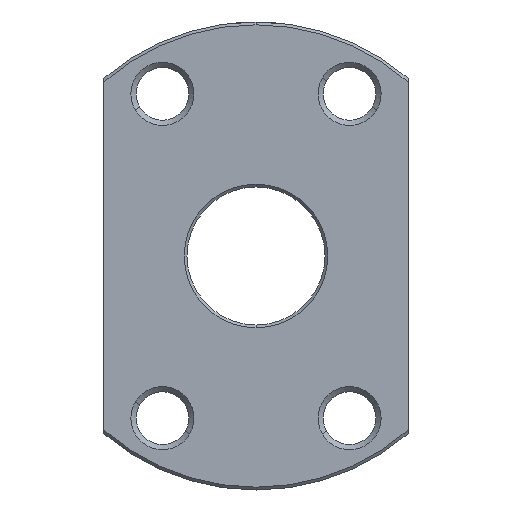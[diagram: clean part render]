
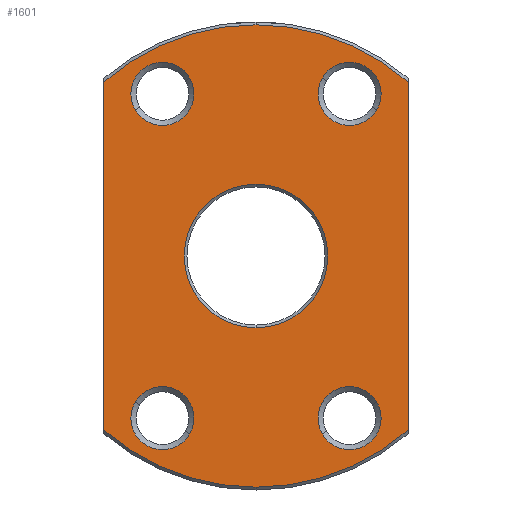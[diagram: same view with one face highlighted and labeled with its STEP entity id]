
A CAD part, left-side view. The second image highlights one B-rep face of the part: STEP entity #1601.
In plain terms, the highlighted planar face has unit normal (-1, 0, 0).
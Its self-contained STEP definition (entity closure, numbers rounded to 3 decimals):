
#250=CARTESIAN_POINT('',(728.5,-0.,-19.762));
#251=VERTEX_POINT('',#250);
#259=CARTESIAN_POINT('',(728.5,-13.,-14.884));
#260=VERTEX_POINT('',#259);
#267=CARTESIAN_POINT('',(728.5,0.,0.));
#268=DIRECTION('',(1.,0.,-0.));
#269=DIRECTION('',(0.,0.,1.));
#270=AXIS2_PLACEMENT_3D('',#267,#268,#269);
#271=CIRCLE('',#270,19.762);
#272=EDGE_CURVE('',#260,#251,#271,.T.);
#282=CARTESIAN_POINT('',(728.5,-5.662,15.206));
#283=VERTEX_POINT('',#282);
#292=CARTESIAN_POINT('',(728.5,-10.338,12.506));
#293=VERTEX_POINT('',#292);
#294=CARTESIAN_POINT('',(728.5,-8.,13.856));
#295=DIRECTION('',(1.,0.,-0.));
#296=DIRECTION('',(0.,0.866,0.5));
#297=AXIS2_PLACEMENT_3D('',#294,#295,#296);
#298=CIRCLE('',#297,2.7);
#299=EDGE_CURVE('',#293,#283,#298,.T.);
#388=CARTESIAN_POINT('',(728.5,10.338,12.506));
#389=VERTEX_POINT('',#388);
#398=CARTESIAN_POINT('',(728.5,5.662,15.206));
#399=VERTEX_POINT('',#398);
#400=CARTESIAN_POINT('',(728.5,8.,13.856));
#401=DIRECTION('',(1.,0.,0.));
#402=DIRECTION('',(0.,0.866,-0.5));
#403=AXIS2_PLACEMENT_3D('',#400,#401,#402);
#404=CIRCLE('',#403,2.7);
#405=EDGE_CURVE('',#399,#389,#404,.T.);
#494=CARTESIAN_POINT('',(728.5,5.662,-15.206));
#495=VERTEX_POINT('',#494);
#504=CARTESIAN_POINT('',(728.5,10.338,-12.506));
#505=VERTEX_POINT('',#504);
#506=CARTESIAN_POINT('',(728.5,8.,-13.856));
#507=DIRECTION('',(1.,0.,0.));
#508=DIRECTION('',(0.,-0.866,-0.5));
#509=AXIS2_PLACEMENT_3D('',#506,#507,#508);
#510=CIRCLE('',#509,2.7);
#511=EDGE_CURVE('',#505,#495,#510,.T.);
#600=CARTESIAN_POINT('',(728.5,-10.338,-12.506));
#601=VERTEX_POINT('',#600);
#610=CARTESIAN_POINT('',(728.5,-5.662,-15.206));
#611=VERTEX_POINT('',#610);
#612=CARTESIAN_POINT('',(728.5,-8.,-13.856));
#613=DIRECTION('',(1.,0.,0.));
#614=DIRECTION('',(0.,-0.866,0.5));
#615=AXIS2_PLACEMENT_3D('',#612,#613,#614);
#616=CIRCLE('',#615,2.7);
#617=EDGE_CURVE('',#611,#601,#616,.T.);
#706=CARTESIAN_POINT('',(728.5,0.,19.762));
#707=VERTEX_POINT('',#706);
#716=CARTESIAN_POINT('',(728.5,-13.,14.884));
#717=VERTEX_POINT('',#716);
#718=CARTESIAN_POINT('',(728.5,0.,0.));
#719=DIRECTION('',(1.,0.,-0.));
#720=DIRECTION('',(0.,0.,1.));
#721=AXIS2_PLACEMENT_3D('',#718,#719,#720);
#722=CIRCLE('',#721,19.762);
#723=EDGE_CURVE('',#707,#717,#722,.T.);
#850=CARTESIAN_POINT('',(728.5,0.,6.136));
#851=VERTEX_POINT('',#850);
#860=CARTESIAN_POINT('',(728.5,-0.,-6.136));
#861=VERTEX_POINT('',#860);
#862=CARTESIAN_POINT('',(728.5,0.,0.));
#863=DIRECTION('',(1.,0.,-0.));
#864=DIRECTION('',(0.,0.,1.));
#865=AXIS2_PLACEMENT_3D('',#862,#863,#864);
#866=CIRCLE('',#865,6.136);
#867=EDGE_CURVE('',#861,#851,#866,.T.);
#1106=CARTESIAN_POINT('',(728.5,0.,0.));
#1107=DIRECTION('',(1.,0.,-0.));
#1108=DIRECTION('',(0.,0.,1.));
#1109=AXIS2_PLACEMENT_3D('',#1106,#1107,#1108);
#1110=CIRCLE('',#1109,6.136);
#1111=EDGE_CURVE('',#851,#861,#1110,.T.);
#1121=CARTESIAN_POINT('',(728.5,13.,14.884));
#1122=VERTEX_POINT('',#1121);
#1123=CARTESIAN_POINT('',(728.5,13.,-14.884));
#1124=VERTEX_POINT('',#1123);
#1125=CARTESIAN_POINT('',(728.5,13.,14.884));
#1126=DIRECTION('',(0.,0.,-1.));
#1127=VECTOR('',#1126,29.768);
#1128=LINE('',#1125,#1127);
#1129=EDGE_CURVE('',#1122,#1124,#1128,.T.);
#1315=CARTESIAN_POINT('',(728.5,0.,0.));
#1316=DIRECTION('',(1.,0.,-0.));
#1317=DIRECTION('',(0.,0.,1.));
#1318=AXIS2_PLACEMENT_3D('',#1315,#1316,#1317);
#1319=CIRCLE('',#1318,19.762);
#1320=EDGE_CURVE('',#1122,#707,#1319,.T.);
#1330=CARTESIAN_POINT('',(728.5,-13.,-14.884));
#1331=DIRECTION('',(0.,0.,1.));
#1332=VECTOR('',#1331,29.768);
#1333=LINE('',#1330,#1332);
#1334=EDGE_CURVE('',#260,#717,#1333,.T.);
#1390=CARTESIAN_POINT('',(728.5,-8.,-13.856));
#1391=DIRECTION('',(1.,0.,0.));
#1392=DIRECTION('',(0.,-0.866,0.5));
#1393=AXIS2_PLACEMENT_3D('',#1390,#1391,#1392);
#1394=CIRCLE('',#1393,2.7);
#1395=EDGE_CURVE('',#601,#611,#1394,.T.);
#1444=CARTESIAN_POINT('',(728.5,8.,-13.856));
#1445=DIRECTION('',(1.,0.,0.));
#1446=DIRECTION('',(0.,-0.866,-0.5));
#1447=AXIS2_PLACEMENT_3D('',#1444,#1445,#1446);
#1448=CIRCLE('',#1447,2.7);
#1449=EDGE_CURVE('',#495,#505,#1448,.T.);
#1498=CARTESIAN_POINT('',(728.5,8.,13.856));
#1499=DIRECTION('',(1.,0.,0.));
#1500=DIRECTION('',(0.,0.866,-0.5));
#1501=AXIS2_PLACEMENT_3D('',#1498,#1499,#1500);
#1502=CIRCLE('',#1501,2.7);
#1503=EDGE_CURVE('',#389,#399,#1502,.T.);
#1552=CARTESIAN_POINT('',(728.5,-8.,13.856));
#1553=DIRECTION('',(1.,0.,-0.));
#1554=DIRECTION('',(0.,0.866,0.5));
#1555=AXIS2_PLACEMENT_3D('',#1552,#1553,#1554);
#1556=CIRCLE('',#1555,2.7);
#1557=EDGE_CURVE('',#283,#293,#1556,.T.);
#1562=CARTESIAN_POINT('',(728.5,0.,9.881));
#1563=DIRECTION('',(-1.,0.,0.));
#1564=DIRECTION('',(0.,0.,-1.));
#1565=AXIS2_PLACEMENT_3D('',#1562,#1563,#1564);
#1566=PLANE('',#1565);
#1567=ORIENTED_EDGE('',*,*,#1111,.T.);
#1568=ORIENTED_EDGE('',*,*,#867,.T.);
#1569=EDGE_LOOP('',(#1567,#1568));
#1570=FACE_BOUND('',#1569,.T.);
#1571=ORIENTED_EDGE('',*,*,#1129,.T.);
#1572=CARTESIAN_POINT('',(728.5,0.,0.));
#1573=DIRECTION('',(1.,0.,-0.));
#1574=DIRECTION('',(0.,0.,1.));
#1575=AXIS2_PLACEMENT_3D('',#1572,#1573,#1574);
#1576=CIRCLE('',#1575,19.762);
#1577=EDGE_CURVE('',#251,#1124,#1576,.T.);
#1578=ORIENTED_EDGE('',*,*,#1577,.F.);
#1579=ORIENTED_EDGE('',*,*,#272,.F.);
#1580=ORIENTED_EDGE('',*,*,#1334,.T.);
#1581=ORIENTED_EDGE('',*,*,#723,.F.);
#1582=ORIENTED_EDGE('',*,*,#1320,.F.);
#1583=EDGE_LOOP('',(#1571,#1578,#1579,#1580,#1581,#1582));
#1584=FACE_BOUND('',#1583,.T.);
#1585=ORIENTED_EDGE('',*,*,#1395,.T.);
#1586=ORIENTED_EDGE('',*,*,#617,.T.);
#1587=EDGE_LOOP('',(#1585,#1586));
#1588=FACE_BOUND('',#1587,.T.);
#1589=ORIENTED_EDGE('',*,*,#1449,.T.);
#1590=ORIENTED_EDGE('',*,*,#511,.T.);
#1591=EDGE_LOOP('',(#1589,#1590));
#1592=FACE_BOUND('',#1591,.T.);
#1593=ORIENTED_EDGE('',*,*,#1503,.T.);
#1594=ORIENTED_EDGE('',*,*,#405,.T.);
#1595=EDGE_LOOP('',(#1593,#1594));
#1596=FACE_BOUND('',#1595,.T.);
#1597=ORIENTED_EDGE('',*,*,#1557,.T.);
#1598=ORIENTED_EDGE('',*,*,#299,.T.);
#1599=EDGE_LOOP('',(#1597,#1598));
#1600=FACE_BOUND('',#1599,.T.);
#1601=ADVANCED_FACE('',(#1570,#1584,#1588,#1592,#1596,#1600),#1566,.T.);
